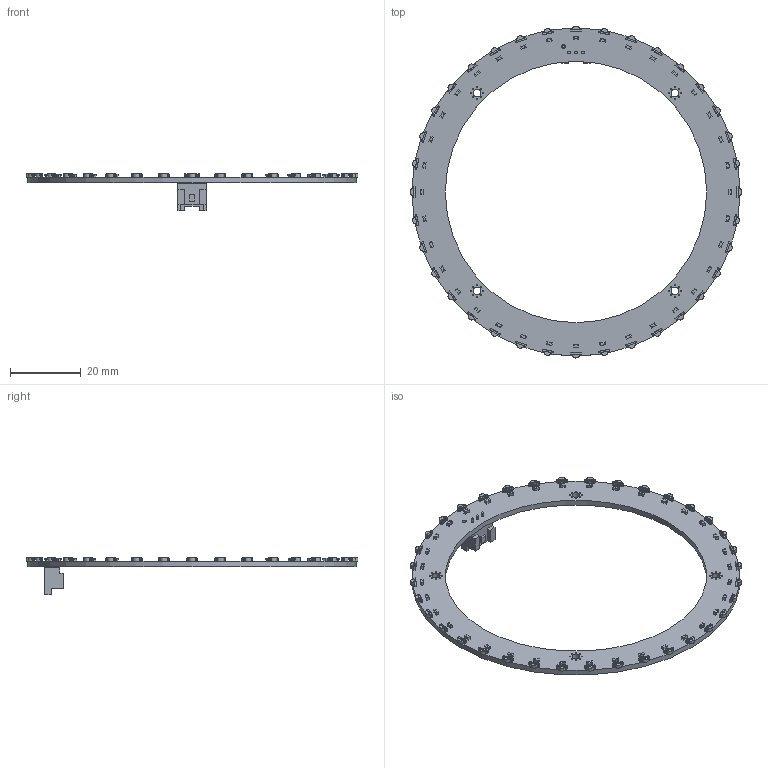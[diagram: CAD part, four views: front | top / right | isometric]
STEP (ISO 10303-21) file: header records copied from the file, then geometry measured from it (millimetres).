
FILE_DESCRIPTION(('KiCad electronic assembly'),'2;1');
FILE_NAME('carte-led.step','2024-10-25T20:34:09',('Pcbnew'),('Kicad'), 'Open CASCADE STEP processor 7.6','KiCad to STEP converter','Unknown' );
FILE_SCHEMA(('AUTOMOTIVE_DESIGN { 1 0 10303 214 1 1 1 1 }'));
Length unit declared in the file: millimetre
Products named in the file (8): carte-led 1; C_0603_1608Metric; SOLID; STP_WL-ICLED_1313210530000 (rev1); COMPOUND; B03B-PASK-1; _autosave-carte-led PCB
Assembly tree (77 placements, depth 3):
  carte-led 1
    C_0603_1608Metric  x36
      SOLID
    STP_WL-ICLED_1313210530000 (rev1)  x36
      COMPOUND
    B03B-PASK-1
      SOLID
    _autosave-carte-led PCB
Bounding box: 93.99 x 93.99 x 10.7 mm (x, y, z)
Volume: 4259 mm3; surface area: 7579.2 mm2
Topology: 506 solids, 1154 shells, 11518 faces, 28218 edges, 18944 vertices
Faces by surface type: plane 9566, cylinder 1556, bspline 396
Full cylindrical faces by diameter (mm): 0.012 x72, 0.05 x216, 0.1 x324, 0.4 x32, 0.7 x3, 1.1 x1, 2.2 x4, 74 x1, 93 x1
Entity records: 28206 total; most frequent: CARTESIAN_POINT 5766, DIRECTION 4158, LINE 2656, VECTOR 2656, ORIENTED_EDGE 2047, PCURVE 2047, DEFINITIONAL_REPRESENTATION 2047, EDGE_CURVE 1031
